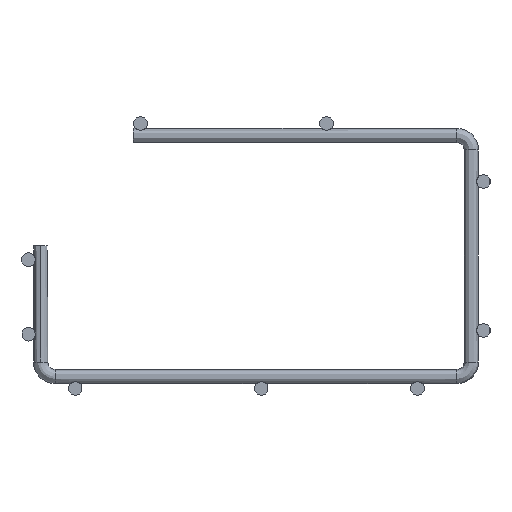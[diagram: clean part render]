
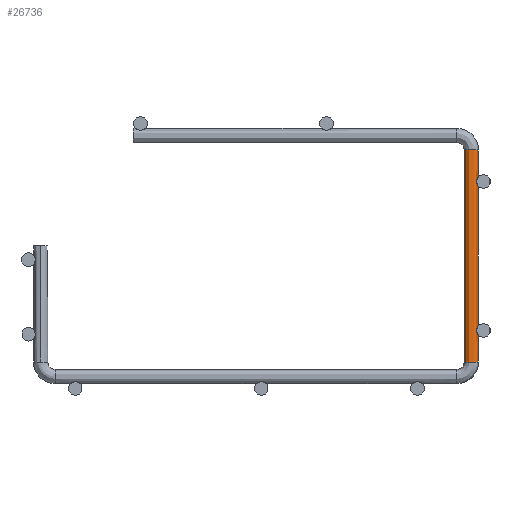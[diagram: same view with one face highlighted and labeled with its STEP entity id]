
A CAD part, left-side view. The second image highlights one B-rep face of the part: STEP entity #26736.
In plain terms, the highlighted cylindrical face has radius 1.9 mm (diameter 3.8 mm), a partial arc.
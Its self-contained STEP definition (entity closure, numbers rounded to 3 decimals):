
#351 = CARTESIAN_POINT ( 'NONE',  ( 14.73, 0.486, -20.654 ) ) ;
#409 = CARTESIAN_POINT ( 'NONE',  ( 16., 3.8, 28.5 ) ) ;
#489 = CARTESIAN_POINT ( 'NONE',  ( 16., 0., -18.614 ) ) ;
#730 = DIRECTION ( 'NONE',  ( 0., 0., 1. ) ) ;
#898 = CARTESIAN_POINT ( 'NONE',  ( 14.614, 0.6, 20.194 ) ) ;
#902 = EDGE_CURVE ( 'NONE', #2039, #8389, #33538, .T. ) ;
#1054 = VERTEX_POINT ( 'NONE', #2686 ) ;
#1686 = CARTESIAN_POINT ( 'NONE',  ( 16., 0., 18.614 ) ) ;
#2039 = VERTEX_POINT ( 'NONE', #27340 ) ;
#2519 = VERTEX_POINT ( 'NONE', #31298 ) ;
#2686 = CARTESIAN_POINT ( 'NONE',  ( 16., 0., -18.614 ) ) ;
#3146 = CARTESIAN_POINT ( 'NONE',  ( 16., 0., -21.386 ) ) ;
#3276 = CARTESIAN_POINT ( 'NONE',  ( 14.614, 0.6, -20.193 ) ) ;
#3796 = CARTESIAN_POINT ( 'NONE',  ( 14.621, 0.592, 19.806 ) ) ;
#4887 = VECTOR ( 'NONE', #11033, 1000. ) ;
#5245 = VECTOR ( 'NONE', #730, 1000. ) ;
#5324 = VERTEX_POINT ( 'NONE', #24129 ) ;
#5718 = DIRECTION ( 'NONE',  ( 0., 0., -1. ) ) ;
#6069 = CARTESIAN_POINT ( 'NONE',  ( 15.902, 0., -21.386 ) ) ;
#6177 = CARTESIAN_POINT ( 'NONE',  ( 14.642, 0.569, -19.611 ) ) ;
#6368 = AXIS2_PLACEMENT_3D ( 'NONE', #23147, #5718, #26049 ) ;
#7408 = CARTESIAN_POINT ( 'NONE',  ( 14.671, 0.542, 19.524 ) ) ;
#7701 = CARTESIAN_POINT ( 'NONE',  ( 16., 3.8, -28.5 ) ) ;
#8050 = VERTEX_POINT ( 'NONE', #26944 ) ;
#8389 = VERTEX_POINT ( 'NONE', #409 ) ;
#8798 = DIRECTION ( 'NONE',  ( -1., 0., 0. ) ) ;
#8866 = DIRECTION ( 'NONE',  ( 0., 0., -1. ) ) ;
#8913 = CARTESIAN_POINT ( 'NONE',  ( 16., 1.9, 28.5 ) ) ;
#8993 = CARTESIAN_POINT ( 'NONE',  ( 15.617, 0.037, -21.351 ) ) ;
#9133 = CARTESIAN_POINT ( 'NONE',  ( 14.767, 0.453, -19.263 ) ) ;
#9518 = CARTESIAN_POINT ( 'NONE',  ( 15.348, 0.113, 21.271 ) ) ;
#9551 = ORIENTED_EDGE ( 'NONE', *, *, #30465, .T. ) ;
#9841 = CARTESIAN_POINT ( 'NONE',  ( 16., 0., -28.5 ) ) ;
#10048 = CIRCLE ( 'NONE', #6368, 1.9 ) ;
#10201 = EDGE_CURVE ( 'NONE', #20245, #8389, #37389, .T. ) ;
#10232 = CARTESIAN_POINT ( 'NONE',  ( 16., 1.9, -28.5 ) ) ;
#10323 = CARTESIAN_POINT ( 'NONE',  ( 14.849, 0.381, 19.101 ) ) ;
#11033 = DIRECTION ( 'NONE',  ( 0., 0., 1. ) ) ;
#11624 = EDGE_CURVE ( 'NONE', #26887, #1054, #30613, .T. ) ;
#11939 = CARTESIAN_POINT ( 'NONE',  ( 15.259, 0.141, -21.241 ) ) ;
#12048 = CARTESIAN_POINT ( 'NONE',  ( 14.912, 0.341, -19.039 ) ) ;
#12082 = CARTESIAN_POINT ( 'NONE',  ( 15.806, 0., 21.386 ) ) ;
#12218 = FACE_OUTER_BOUND ( 'NONE', #13164, .T. ) ;
#12343 = EDGE_CURVE ( 'NONE', #8050, #2039, #24705, .T. ) ;
#12450 = CARTESIAN_POINT ( 'NONE',  ( 15.109, 0.22, 21.142 ) ) ;
#12806 = DIRECTION ( 'NONE',  ( 0., 0., 1. ) ) ;
#13164 = EDGE_LOOP ( 'NONE', ( #28884, #31853, #22155, #21740, #9551, #31890, #21139, #34347 ) ) ;
#13172 = DIRECTION ( 'NONE',  ( 0., -1., 0. ) ) ;
#13257 = CARTESIAN_POINT ( 'NONE',  ( 15.108, 0.22, 18.859 ) ) ;
#14827 = CARTESIAN_POINT ( 'NONE',  ( 14.913, 0.34, -20.963 ) ) ;
#14969 = CARTESIAN_POINT ( 'NONE',  ( 15.258, 0.141, -18.759 ) ) ;
#15116 = EDGE_CURVE ( 'NONE', #2519, #20245, #10048, .T. ) ;
#15368 = CARTESIAN_POINT ( 'NONE',  ( 14.851, 0.38, 20.901 ) ) ;
#16175 = CARTESIAN_POINT ( 'NONE',  ( 15.347, 0.113, 18.73 ) ) ;
#17778 = CARTESIAN_POINT ( 'NONE',  ( 14.767, 0.453, -20.737 ) ) ;
#17897 = CARTESIAN_POINT ( 'NONE',  ( 15.807, 0., -18.614 ) ) ;
#18307 = CARTESIAN_POINT ( 'NONE',  ( 14.642, 0.569, 20.388 ) ) ;
#19116 = CARTESIAN_POINT ( 'NONE',  ( 15.806, 0., 18.614 ) ) ;
#20245 = VERTEX_POINT ( 'NONE', #7701 ) ;
#20687 = CARTESIAN_POINT ( 'NONE',  ( 14.641, 0.569, -20.387 ) ) ;
#21139 = ORIENTED_EDGE ( 'NONE', *, *, #12343, .T. ) ;
#21200 = CARTESIAN_POINT ( 'NONE',  ( 14.614, 0.6, 19.904 ) ) ;
#21740 = ORIENTED_EDGE ( 'NONE', *, *, #11624, .T. ) ;
#22155 = ORIENTED_EDGE ( 'NONE', *, *, #30409, .T. ) ;
#23147 = CARTESIAN_POINT ( 'NONE',  ( 16., 1.9, -28.5 ) ) ;
#23611 = CARTESIAN_POINT ( 'NONE',  ( 14.614, 0.6, -19.806 ) ) ;
#24005 = CARTESIAN_POINT ( 'NONE',  ( 16., 0., 21.386 ) ) ;
#24129 = CARTESIAN_POINT ( 'NONE',  ( 16., 0., 18.614 ) ) ;
#24705 = LINE ( 'NONE', #36902, #32318 ) ;
#24792 = EDGE_CURVE ( 'NONE', #8050, #5324, #26229, .T. ) ;
#25366 = CARTESIAN_POINT ( 'NONE',  ( 16., 0., -21.386 ) ) ;
#25979 = CARTESIAN_POINT ( 'NONE',  ( 14.65, 0.563, 19.616 ) ) ;
#26049 = DIRECTION ( 'NONE',  ( -1., 0., 0. ) ) ;
#26229 = B_SPLINE_CURVE_WITH_KNOTS ( 'NONE', 3,
 ( #24005, #12082, #26885, #9518, #29722, #12450, #32640, #15368, #35476, #18307, #898, #21200, #3796, #25979, #7408, #27692, #10323, #30537, #13257, #33429, #16175, #36286, #19116, #1686 ),
 .UNSPECIFIED., .F., .F.,
 ( 4, 2, 2, 2, 2, 2, 2, 2, 2, 2, 2, 4 ),
 ( 0.002, 0.003, 0.003, 0.003, 0.004, 0.005, 0.005, 0.005, 0.006, 0.006, 0.006, 0.007 ),
 .UNSPECIFIED. ) ;
#26390 = CARTESIAN_POINT ( 'NONE',  ( 15.806, 0.008, -21.379 ) ) ;
#26500 = CARTESIAN_POINT ( 'NONE',  ( 14.729, 0.487, -19.348 ) ) ;
#26578 = VECTOR ( 'NONE', #12806, 1000. ) ;
#26736 = ADVANCED_FACE ( 'NONE', ( #12218 ), #33397, .T. ) ;
#26885 = CARTESIAN_POINT ( 'NONE',  ( 15.611, 0.031, 21.358 ) ) ;
#26887 = VERTEX_POINT ( 'NONE', #25366 ) ;
#26944 = CARTESIAN_POINT ( 'NONE',  ( 16., 0., 21.386 ) ) ;
#27340 = CARTESIAN_POINT ( 'NONE',  ( 16., 0., 28.5 ) ) ;
#27453 = LINE ( 'NONE', #9841, #26578 ) ;
#27586 = DIRECTION ( 'NONE',  ( 0., 0., 1. ) ) ;
#27692 = CARTESIAN_POINT ( 'NONE',  ( 14.759, 0.459, 19.259 ) ) ;
#27883 = AXIS2_PLACEMENT_3D ( 'NONE', #8913, #8866, #8798 ) ;
#28369 = AXIS2_PLACEMENT_3D ( 'NONE', #10232, #27586, #13172 ) ;
#28409 = DIRECTION ( 'NONE',  ( 0., 0., 1. ) ) ;
#28884 = ORIENTED_EDGE ( 'NONE', *, *, #10201, .F. ) ;
#29210 = CARTESIAN_POINT ( 'NONE',  ( 15.523, 0.059, -21.329 ) ) ;
#29330 = CARTESIAN_POINT ( 'NONE',  ( 14.858, 0.38, -19.108 ) ) ;
#29722 = CARTESIAN_POINT ( 'NONE',  ( 15.263, 0.147, 21.233 ) ) ;
#30409 = EDGE_CURVE ( 'NONE', #2519, #26887, #35930, .T. ) ;
#30465 = EDGE_CURVE ( 'NONE', #1054, #5324, #27453, .T. ) ;
#30537 = CARTESIAN_POINT ( 'NONE',  ( 15.038, 0.26, 18.913 ) ) ;
#30613 = B_SPLINE_CURVE_WITH_KNOTS ( 'NONE', 3,
 ( #3146, #6069, #26390, #8993, #29210, #11939, #32125, #14827, #34976, #17778, #351, #20687, #3276, #23611, #6177, #26500, #9133, #29330, #12048, #32248, #14969, #35085, #17897, #489 ),
 .UNSPECIFIED., .F., .F.,
 ( 4, 2, 2, 2, 2, 2, 2, 2, 2, 2, 2, 4 ),
 ( 0., 0., 0.001, 0.001, 0.001, 0.002, 0.002, 0.003, 0.003, 0.003, 0.004, 0.005 ),
 .UNSPECIFIED. ) ;
#31298 = CARTESIAN_POINT ( 'NONE',  ( 16., 0., -28.5 ) ) ;
#31853 = ORIENTED_EDGE ( 'NONE', *, *, #15116, .F. ) ;
#31890 = ORIENTED_EDGE ( 'NONE', *, *, #24792, .F. ) ;
#32125 = CARTESIAN_POINT ( 'NONE',  ( 15.1, 0.22, -21.149 ) ) ;
#32248 = CARTESIAN_POINT ( 'NONE',  ( 15.1, 0.22, -18.851 ) ) ;
#32318 = VECTOR ( 'NONE', #28409, 1000. ) ;
#32640 = CARTESIAN_POINT ( 'NONE',  ( 15.039, 0.259, 21.088 ) ) ;
#33397 = CYLINDRICAL_SURFACE ( 'NONE', #28369, 1.9 ) ;
#33429 = CARTESIAN_POINT ( 'NONE',  ( 15.262, 0.147, 18.767 ) ) ;
#33538 = CIRCLE ( 'NONE', #27883, 1.9 ) ;
#34107 = CARTESIAN_POINT ( 'NONE',  ( 16., 3.8, -28.5 ) ) ;
#34347 = ORIENTED_EDGE ( 'NONE', *, *, #902, .T. ) ;
#34976 = CARTESIAN_POINT ( 'NONE',  ( 14.858, 0.38, -20.892 ) ) ;
#35085 = CARTESIAN_POINT ( 'NONE',  ( 15.612, 0.031, -18.642 ) ) ;
#35352 = CARTESIAN_POINT ( 'NONE',  ( 16., 0., -28.5 ) ) ;
#35476 = CARTESIAN_POINT ( 'NONE',  ( 14.759, 0.459, 20.742 ) ) ;
#35930 = LINE ( 'NONE', #35352, #5245 ) ;
#36286 = CARTESIAN_POINT ( 'NONE',  ( 15.611, 0.031, 18.642 ) ) ;
#36902 = CARTESIAN_POINT ( 'NONE',  ( 16., 0., -28.5 ) ) ;
#37389 = LINE ( 'NONE', #34107, #4887 ) ;
